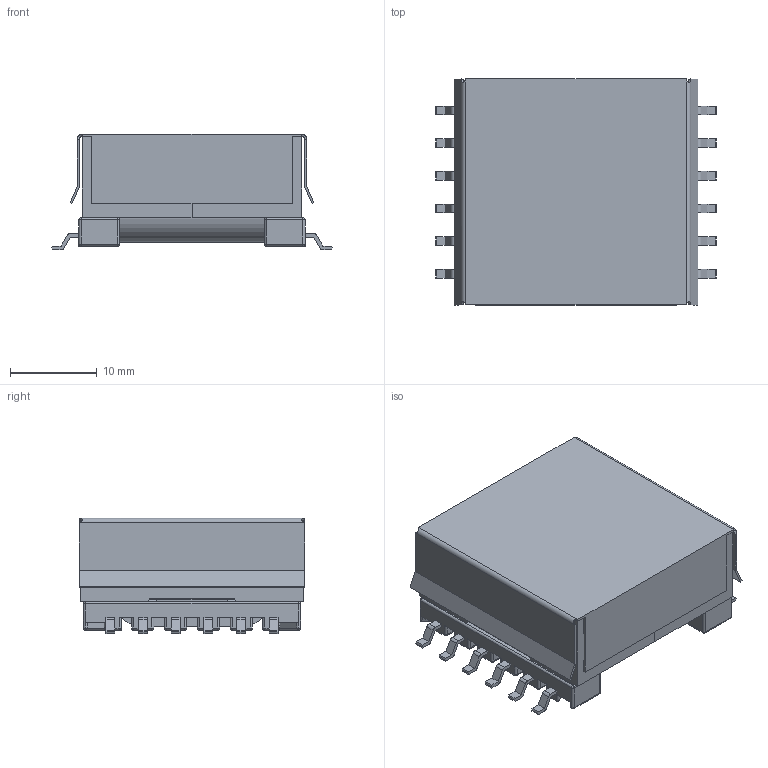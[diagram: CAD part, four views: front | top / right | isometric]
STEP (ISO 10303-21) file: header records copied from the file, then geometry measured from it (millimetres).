
FILE_DESCRIPTION(/* description */ ('Unknown'),/* implementation_level */ '2;1');
FILE_NAME(/* name */ 'T_Wurth_WE-FLYTI-EFD25_4476',/* time_stamp */ '2025-12-25T16:07:12+08:00',/* author */ ('Unknown'),/* organization */ ('Unknown'),/* preprocessor_version */ 'ST-DEVELOPER v19.4',/* originating_system */ 'Solid Edge',/* authorisation */ 'Unknown');
FILE_SCHEMA (('AUTOMOTIVE_DESIGN {1 0 10303 214 3 1 1}'));
Length unit declared in the file: millimetre
Products named in the file (2): T_Wurth_WE-FLYTI-EFD25_4476
Assembly tree (1 placements, depth 2):
  T_Wurth_WE-FLYTI-EFD25_4476
    T_Wurth_WE-FLYTI-EFD25_4476
Bounding box: 32.31 x 26 x 13.28 mm (x, y, z)
Volume: 7353.1 mm3; surface area: 10208.6 mm2
Topology: 5 solids, 5 shells, 584 faces, 1521 edges, 927 vertices
Faces by surface type: plane 328, cylinder 182, torus 41, sphere 33
Entity records: 20930 total; most frequent: CARTESIAN_POINT 3203, DIRECTION 3023, ORIENTED_EDGE 2976, EDGE_CURVE 1488, LINE 1045, VECTOR 1045, AXIS2_PLACEMENT_3D 989, VERTEX_POINT 927
